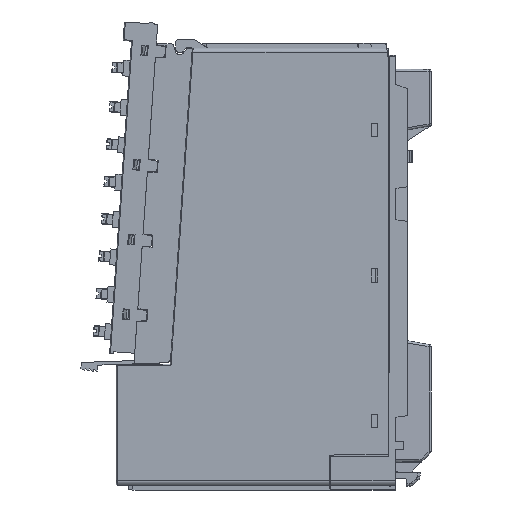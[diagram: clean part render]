
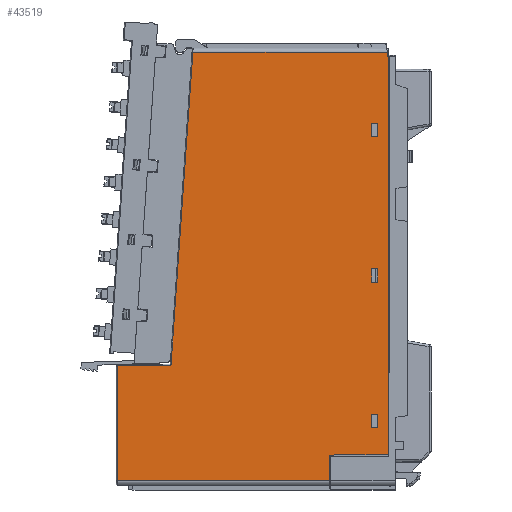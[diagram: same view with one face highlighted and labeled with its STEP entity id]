
A CAD part, left-side view. The second image highlights one B-rep face of the part: STEP entity #43519.
In plain terms, the highlighted planar face has unit normal (-1, 0, 0).
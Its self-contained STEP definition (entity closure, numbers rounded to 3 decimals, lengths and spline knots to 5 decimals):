
#34952=DIRECTION('',(0.,-1.,
0.));
#34953=VECTOR('',#34952,0.0467);
#34954=CARTESIAN_POINT('',(-0.01555,0.04861,
0.0515));
#34955=LINE('',#34954,#34953);
#34956=DIRECTION('',(0.,-0.119,-0.993));
#34957=VECTOR('',#34956,0.00101);
#34958=CARTESIAN_POINT('',(-0.01555,0.00191,0.0515));
#34959=LINE('',#34958,#34957);
#34970=DIRECTION('',(0.,0.07,-0.998));
#34971=VECTOR('',#34970,0.07536);
#34972=CARTESIAN_POINT('',(-0.01555,0.04861,
0.0515));
#34973=LINE('',#34972,#34971);
#34974=DIRECTION('',(0.,-1.,0.009));
#34975=VECTOR('',#34974,0.014);
#34976=CARTESIAN_POINT('',(-0.01555,0.0157,-0.0453));
#34977=LINE('',#34976,#34975);
#34978=DIRECTION('',(0.,0.,1.));
#34979=VECTOR('',#34978,0.0062);
#34980=CARTESIAN_POINT('',(-0.01555,0.0157,-0.0515));
#34981=LINE('',#34980,#34979);
#34982=DIRECTION('',(0.,1.,-0.017));
#34983=VECTOR('',#34982,0.01293);
#34984=CARTESIAN_POINT('',(-0.01555,0.05387,-0.02368));
#34985=LINE('',#34984,#34983);
#35020=DIRECTION('',(0.,0.,1.));
#35021=VECTOR('',#35020,0.02759);
#35022=CARTESIAN_POINT('',(-0.01555,0.0668,-0.0515));
#35023=LINE('',#35022,#35021);
#35350=DIRECTION('',(0.,1.,0.));
#35351=VECTOR('',#35350,0.0511);
#35352=CARTESIAN_POINT('',(-0.01555,0.0157,-0.0515));
#35353=LINE('',#35352,#35351);
#38801=DIRECTION('',(0.,-1.,0.));
#38802=VECTOR('',#38801,0.00009);
#38803=CARTESIAN_POINT('',(-0.01555,0.00179,0.0505));
#38804=LINE('',#38803,#38802);
#38813=DIRECTION('',(0.,0.,-1.));
#38814=VECTOR('',#38813,0.09568);
#38815=CARTESIAN_POINT('',(-0.01555,0.0017,0.0505));
#38816=LINE('',#38815,#38814);
#38881=DIRECTION('',(0.,0.,1.));
#38882=VECTOR('',#38881,0.00325);
#38883=CARTESIAN_POINT('',(-0.01555,0.00417,-0.00378));
#38884=LINE('',#38883,#38882);
#38889=DIRECTION('',(0.,1.,0.));
#38890=VECTOR('',#38889,0.00145);
#38891=CARTESIAN_POINT('',(-0.01555,0.00417,-0.00052));
#38892=LINE('',#38891,#38890);
#38901=DIRECTION('',(0.,0.,-1.));
#38902=VECTOR('',#38901,0.00325);
#38903=CARTESIAN_POINT('',(-0.01555,0.00563,-0.00052));
#38904=LINE('',#38903,#38902);
#38917=DIRECTION('',(0.,-1.,0.));
#38918=VECTOR('',#38917,0.00145);
#38919=CARTESIAN_POINT('',(-0.01555,0.00563,-0.00378));
#38920=LINE('',#38919,#38918);
#38929=DIRECTION('',(0.,0.,1.));
#38930=VECTOR('',#38929,0.00325);
#38931=CARTESIAN_POINT('',(-0.01555,0.00417,0.03122));
#38932=LINE('',#38931,#38930);
#38937=DIRECTION('',(0.,1.,0.));
#38938=VECTOR('',#38937,0.00145);
#38939=CARTESIAN_POINT('',(-0.01555,0.00417,0.03448));
#38940=LINE('',#38939,#38938);
#38949=DIRECTION('',(0.,0.,-1.));
#38950=VECTOR('',#38949,0.00325);
#38951=CARTESIAN_POINT('',(-0.01555,0.00563,0.03448));
#38952=LINE('',#38951,#38950);
#38965=DIRECTION('',(0.,-1.,0.));
#38966=VECTOR('',#38965,0.00145);
#38967=CARTESIAN_POINT('',(-0.01555,0.00563,0.03122));
#38968=LINE('',#38967,#38966);
#38977=DIRECTION('',(0.,0.,1.));
#38978=VECTOR('',#38977,0.00325);
#38979=CARTESIAN_POINT('',(-0.01555,0.00417,-0.03878));
#38980=LINE('',#38979,#38978);
#38985=DIRECTION('',(0.,1.,0.));
#38986=VECTOR('',#38985,0.00145);
#38987=CARTESIAN_POINT('',(-0.01555,0.00417,-0.03552));
#38988=LINE('',#38987,#38986);
#38997=DIRECTION('',(0.,0.,-1.));
#38998=VECTOR('',#38997,0.00325);
#38999=CARTESIAN_POINT('',(-0.01555,0.00563,-0.03552));
#39000=LINE('',#38999,#38998);
#39013=DIRECTION('',(0.,-1.,0.));
#39014=VECTOR('',#39013,0.00145);
#39015=CARTESIAN_POINT('',(-0.01555,0.00563,-0.03878));
#39016=LINE('',#39015,#39014);
#40931=CARTESIAN_POINT('',(-0.01555,0.0668,-0.02391));
#40933=VERTEX_POINT('',#40931);
#40936=CARTESIAN_POINT('',(-0.01555,0.05387,-0.02368));
#40937=VERTEX_POINT('',#40936);
#40940=CARTESIAN_POINT('',(-0.01555,0.0668,-0.0515));
#40941=VERTEX_POINT('',#40940);
#40944=CARTESIAN_POINT('',(-0.01555,0.04861,
0.0515));
#40945=VERTEX_POINT('',#40944);
#40946=CARTESIAN_POINT('',(-0.01555,0.0157,-0.0515));
#40947=VERTEX_POINT('',#40946);
#40950=CARTESIAN_POINT('',(-0.01555,0.0157,-0.0453));
#40951=CARTESIAN_POINT('',(-0.01555,0.0017,-0.04518));
#40952=VERTEX_POINT('',#40950);
#40953=VERTEX_POINT('',#40951);
#40954=CARTESIAN_POINT('',(-0.01555,0.0017,0.0505));
#40955=VERTEX_POINT('',#40954);
#40956=CARTESIAN_POINT('',(-0.01555,0.00179,0.0505));
#40957=VERTEX_POINT('',#40956);
#40958=CARTESIAN_POINT('',(-0.01555,0.00191,0.0515));
#40959=VERTEX_POINT('',#40958);
#40960=CARTESIAN_POINT('',(-0.01555,0.00563,-0.00052));
#40961=CARTESIAN_POINT('',(-0.01555,0.00563,-0.00378));
#40962=VERTEX_POINT('',#40960);
#40963=VERTEX_POINT('',#40961);
#40964=CARTESIAN_POINT('',(-0.01555,0.00417,-0.00052));
#40965=VERTEX_POINT('',#40964);
#40966=CARTESIAN_POINT('',(-0.01555,0.00417,-0.00378));
#40967=VERTEX_POINT('',#40966);
#40968=CARTESIAN_POINT('',(-0.01555,0.00563,0.03448));
#40969=CARTESIAN_POINT('',(-0.01555,0.00563,0.03122));
#40970=VERTEX_POINT('',#40968);
#40971=VERTEX_POINT('',#40969);
#40972=CARTESIAN_POINT('',(-0.01555,0.00417,0.03448));
#40973=VERTEX_POINT('',#40972);
#40974=CARTESIAN_POINT('',(-0.01555,0.00417,0.03122));
#40975=VERTEX_POINT('',#40974);
#40976=CARTESIAN_POINT('',(-0.01555,0.00563,-0.03552));
#40977=CARTESIAN_POINT('',(-0.01555,0.00563,-0.03878));
#40978=VERTEX_POINT('',#40976);
#40979=VERTEX_POINT('',#40977);
#40980=CARTESIAN_POINT('',(-0.01555,0.00417,-0.03552));
#40981=VERTEX_POINT('',#40980);
#40982=CARTESIAN_POINT('',(-0.01555,0.00417,-0.03878));
#40983=VERTEX_POINT('',#40982);
#43465=CARTESIAN_POINT('',(-0.01555,0.06649,-0.0525));
#43466=DIRECTION('',(-1.,0.,0.));
#43467=DIRECTION('',(0.,0.,1.));
#43468=AXIS2_PLACEMENT_3D('',#43465,#43466,#43467);
#43469=PLANE('',#43468);
#43471=ORIENTED_EDGE('',*,*,#43470,.F.);
#43472=ORIENTED_EDGE('',*,*,#43444,.T.);
#43473=ORIENTED_EDGE('',*,*,#43454,.T.);
#43475=ORIENTED_EDGE('',*,*,#43474,.T.);
#43477=ORIENTED_EDGE('',*,*,#43476,.T.);
#43479=ORIENTED_EDGE('',*,*,#43478,.F.);
#43480=ORIENTED_EDGE('',*,*,#42413,.F.);
#43482=ORIENTED_EDGE('',*,*,#43481,.T.);
#43484=ORIENTED_EDGE('',*,*,#43483,.T.);
#43486=ORIENTED_EDGE('',*,*,#43485,.F.);
#43487=EDGE_LOOP('',(#43471,#43472,#43473,#43475,#43477,#43479,#43480,#43482,
#43484,#43486));
#43488=FACE_OUTER_BOUND('',#43487,.F.);
#43490=ORIENTED_EDGE('',*,*,#43489,.T.);
#43492=ORIENTED_EDGE('',*,*,#43491,.T.);
#43494=ORIENTED_EDGE('',*,*,#43493,.T.);
#43496=ORIENTED_EDGE('',*,*,#43495,.T.);
#43497=EDGE_LOOP('',(#43490,#43492,#43494,#43496));
#43498=FACE_BOUND('',#43497,.F.);
#43500=ORIENTED_EDGE('',*,*,#43499,.T.);
#43502=ORIENTED_EDGE('',*,*,#43501,.T.);
#43504=ORIENTED_EDGE('',*,*,#43503,.T.);
#43506=ORIENTED_EDGE('',*,*,#43505,.T.);
#43507=EDGE_LOOP('',(#43500,#43502,#43504,#43506));
#43508=FACE_BOUND('',#43507,.F.);
#43510=ORIENTED_EDGE('',*,*,#43509,.T.);
#43512=ORIENTED_EDGE('',*,*,#43511,.T.);
#43514=ORIENTED_EDGE('',*,*,#43513,.T.);
#43516=ORIENTED_EDGE('',*,*,#43515,.T.);
#43517=EDGE_LOOP('',(#43510,#43512,#43514,#43516));
#43518=FACE_BOUND('',#43517,.F.);
#43519=ADVANCED_FACE('',(#43488,#43498,#43508,#43518),#43469,.T.);
#42413=EDGE_CURVE('',#40947,#40952,#34981,.T.);
#43444=EDGE_CURVE('',#40945,#40959,#34955,.T.);
#43454=EDGE_CURVE('',#40959,#40957,#34959,.T.);
#43470=EDGE_CURVE('',#40945,#40937,#34973,.T.);
#43474=EDGE_CURVE('',#40957,#40955,#38804,.T.);
#43476=EDGE_CURVE('',#40955,#40953,#38816,.T.);
#43478=EDGE_CURVE('',#40952,#40953,#34977,.T.);
#43481=EDGE_CURVE('',#40947,#40941,#35353,.T.);
#43483=EDGE_CURVE('',#40941,#40933,#35023,.T.);
#43485=EDGE_CURVE('',#40937,#40933,#34985,.T.);
#43489=EDGE_CURVE('',#40962,#40963,#38904,.T.);
#43491=EDGE_CURVE('',#40963,#40967,#38920,.T.);
#43493=EDGE_CURVE('',#40967,#40965,#38884,.T.);
#43495=EDGE_CURVE('',#40965,#40962,#38892,.T.);
#43499=EDGE_CURVE('',#40970,#40971,#38952,.T.);
#43501=EDGE_CURVE('',#40971,#40975,#38968,.T.);
#43503=EDGE_CURVE('',#40975,#40973,#38932,.T.);
#43505=EDGE_CURVE('',#40973,#40970,#38940,.T.);
#43509=EDGE_CURVE('',#40978,#40979,#39000,.T.);
#43511=EDGE_CURVE('',#40979,#40983,#39016,.T.);
#43513=EDGE_CURVE('',#40983,#40981,#38980,.T.);
#43515=EDGE_CURVE('',#40981,#40978,#38988,.T.);
